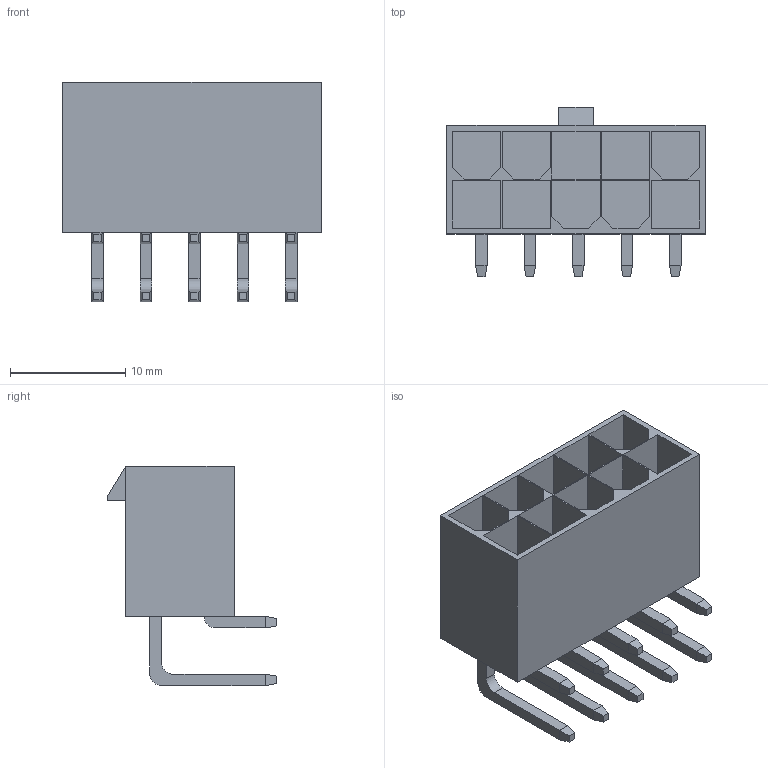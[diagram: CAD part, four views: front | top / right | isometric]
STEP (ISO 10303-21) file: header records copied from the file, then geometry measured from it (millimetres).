
FILE_DESCRIPTION (( 'STEP AP203' ), '1' );
FILE_NAME ('conn1.STEP', '2019-12-20T11:37:41', ( '' ), ( '' ), 'SwSTEP 2.0', 'SolidWorks 2016', '' );
FILE_SCHEMA (( 'CONFIG_CONTROL_DESIGN' ));
Length unit declared in the file: millimetre
Products named in the file (1): conn1
Bounding box: 22.4 x 14.7 x 19 mm (x, y, z)
Volume: 821.1 mm3; surface area: 3602.2 mm2
Topology: 1 solids, 1 shells, 186 faces, 455 edges, 286 vertices
Faces by surface type: plane 171, cylinder 15
Entity records: 5390 total; most frequent: CARTESIAN_POINT 928, ORIENTED_EDGE 910, DIRECTION 859, EDGE_CURVE 455, VECTOR 425, LINE 425, VERTEX_POINT 286, AXIS2_PLACEMENT_3D 217
